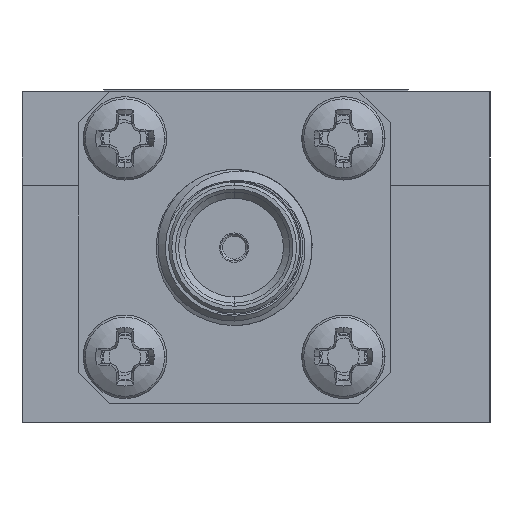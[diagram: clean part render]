
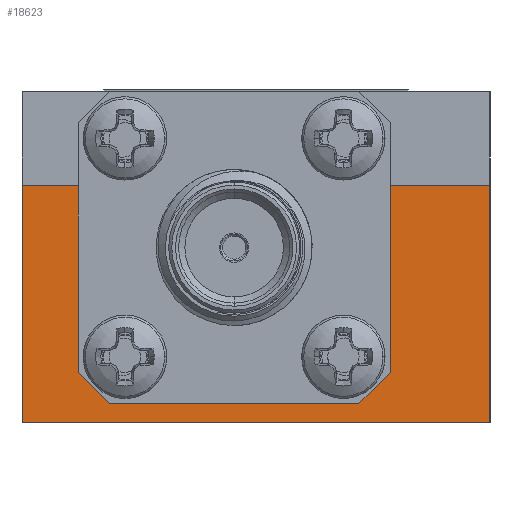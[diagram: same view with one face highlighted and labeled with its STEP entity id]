
A CAD part, left-side view. The second image highlights one B-rep face of the part: STEP entity #18623.
In plain terms, the highlighted planar face has unit normal (-1, 0, 0).
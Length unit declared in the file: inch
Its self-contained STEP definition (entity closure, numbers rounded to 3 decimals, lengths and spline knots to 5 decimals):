
#109 = LINE ( 'NONE', #16223, #20382 ) ;
#836 = CARTESIAN_POINT ( 'NONE',  ( -1.5, -0.165, -0.235 ) ) ;
#1025 = ORIENTED_EDGE ( 'NONE', *, *, #22918, .F. ) ;
#1066 = VECTOR ( 'NONE', #33218, 39.37008 ) ;
#1169 = CARTESIAN_POINT ( 'NONE',  ( -1.5, -0.215, 0.115 ) ) ;
#1537 = LINE ( 'NONE', #25421, #1066 ) ;
#2061 = CARTESIAN_POINT ( 'NONE',  ( -1.5, -0.375, -0.265 ) ) ;
#3377 = DIRECTION ( 'NONE',  ( -1., 0., 0. ) ) ;
#3435 = CARTESIAN_POINT ( 'NONE',  ( -1.5, 0.235, -0.235 ) ) ;
#3827 = CARTESIAN_POINT ( 'NONE',  ( -1.5, 0.375, 0.115 ) ) ;
#4074 = CARTESIAN_POINT ( 'NONE',  ( -1.5, -0.215, -0.185 ) ) ;
#4561 = EDGE_CURVE ( 'NONE', #10995, #11028, #15623, .T. ) ;
#4676 = LINE ( 'NONE', #2061, #25627 ) ;
#5187 = LINE ( 'NONE', #16429, #9377 ) ;
#5368 = EDGE_CURVE ( 'NONE', #8788, #11790, #109, .T. ) ;
#5540 = CARTESIAN_POINT ( 'NONE',  ( -1.5, -0.375, -0.265 ) ) ;
#5958 = ORIENTED_EDGE ( 'NONE', *, *, #4561, .T. ) ;
#6422 = VERTEX_POINT ( 'NONE', #32724 ) ;
#6541 = CARTESIAN_POINT ( 'NONE',  ( -1.5, 0.285, 0.115 ) ) ;
#6760 = EDGE_CURVE ( 'NONE', #33091, #10995, #9851, .T. ) ;
#7426 = VECTOR ( 'NONE', #30858, 39.37008 ) ;
#7640 = EDGE_CURVE ( 'NONE', #29426, #6422, #1537, .T. ) ;
#8001 = ORIENTED_EDGE ( 'NONE', *, *, #14721, .F. ) ;
#8046 = DIRECTION ( 'NONE',  ( 0., 0., 1. ) ) ;
#8562 = FACE_OUTER_BOUND ( 'NONE', #25771, .T. ) ;
#8788 = VERTEX_POINT ( 'NONE', #4074 ) ;
#9289 = CARTESIAN_POINT ( 'NONE',  ( -1.5, -0.375, 0.115 ) ) ;
#9343 = EDGE_CURVE ( 'NONE', #16370, #31194, #33401, .T. ) ;
#9377 = VECTOR ( 'NONE', #23695, 39.37008 ) ;
#9479 = LINE ( 'NONE', #33031, #22895 ) ;
#9493 = EDGE_CURVE ( 'NONE', #29426, #11790, #5187, .T. ) ;
#9551 = CARTESIAN_POINT ( 'NONE',  ( -1.5, -0.375, 0.115 ) ) ;
#9851 = LINE ( 'NONE', #33407, #11766 ) ;
#10030 = DIRECTION ( 'NONE',  ( 0., 0., 1. ) ) ;
#10995 = VERTEX_POINT ( 'NONE', #9289 ) ;
#11028 = VERTEX_POINT ( 'NONE', #1169 ) ;
#11676 = VECTOR ( 'NONE', #25434, 39.37008 ) ;
#11766 = VECTOR ( 'NONE', #10030, 39.37008 ) ;
#11790 = VERTEX_POINT ( 'NONE', #836 ) ;
#13385 = VERTEX_POINT ( 'NONE', #6541 ) ;
#14721 = EDGE_CURVE ( 'NONE', #13385, #6422, #9479, .T. ) ;
#15623 = LINE ( 'NONE', #20646, #7426 ) ;
#16223 = CARTESIAN_POINT ( 'NONE',  ( -1.5, -0.19, -0.21 ) ) ;
#16227 = DIRECTION ( 'NONE',  ( 0., -1., 0. ) ) ;
#16370 = VERTEX_POINT ( 'NONE', #23891 ) ;
#16429 = CARTESIAN_POINT ( 'NONE',  ( -1.5, -0.215, -0.235 ) ) ;
#16526 = CARTESIAN_POINT ( 'NONE',  ( -1.5, -0.375, -0.265 ) ) ;
#16748 = ORIENTED_EDGE ( 'NONE', *, *, #6760, .T. ) ;
#18181 = VECTOR ( 'NONE', #28260, 39.37008 ) ;
#18623 = ADVANCED_FACE ( 'NONE', ( #8562 ), #19121, .T. ) ;
#19121 = PLANE ( 'NONE',  #31516 ) ;
#19710 = DIRECTION ( 'NONE',  ( 0., 0., -1. ) ) ;
#20238 = CARTESIAN_POINT ( 'NONE',  ( -1.5, 0.375, -0.265 ) ) ;
#20382 = VECTOR ( 'NONE', #26928, 39.37008 ) ;
#20646 = CARTESIAN_POINT ( 'NONE',  ( -1.5, -0.375, 0.115 ) ) ;
#21138 = ORIENTED_EDGE ( 'NONE', *, *, #30641, .T. ) ;
#22198 = DIRECTION ( 'NONE',  ( 0., 1., 0. ) ) ;
#22819 = ORIENTED_EDGE ( 'NONE', *, *, #9493, .F. ) ;
#22895 = VECTOR ( 'NONE', #19710, 39.37008 ) ;
#22918 = EDGE_CURVE ( 'NONE', #8788, #11028, #33134, .T. ) ;
#23440 = VECTOR ( 'NONE', #22198, 39.37008 ) ;
#23695 = DIRECTION ( 'NONE',  ( 0., -1., 0. ) ) ;
#23891 = CARTESIAN_POINT ( 'NONE',  ( -1.5, 0.375, -0.265 ) ) ;
#25177 = CARTESIAN_POINT ( 'NONE',  ( -1.5, -0.215, -0.235 ) ) ;
#25421 = CARTESIAN_POINT ( 'NONE',  ( -1.5, 0.26, -0.21 ) ) ;
#25434 = DIRECTION ( 'NONE',  ( 0., 0., 1. ) ) ;
#25627 = VECTOR ( 'NONE', #16227, 39.37008 ) ;
#25771 = EDGE_LOOP ( 'NONE', ( #1025, #32115, #22819, #31709, #8001, #21138, #28433, #30862, #16748, #5958 ) ) ;
#26928 = DIRECTION ( 'NONE',  ( 0., 0.707, -0.707 ) ) ;
#28058 = LINE ( 'NONE', #9551, #23440 ) ;
#28260 = DIRECTION ( 'NONE',  ( 0., 0., 1. ) ) ;
#28433 = ORIENTED_EDGE ( 'NONE', *, *, #9343, .F. ) ;
#29426 = VERTEX_POINT ( 'NONE', #3435 ) ;
#30641 = EDGE_CURVE ( 'NONE', #13385, #31194, #28058, .T. ) ;
#30858 = DIRECTION ( 'NONE',  ( 0., 1., 0. ) ) ;
#30862 = ORIENTED_EDGE ( 'NONE', *, *, #32987, .T. ) ;
#31194 = VERTEX_POINT ( 'NONE', #3827 ) ;
#31516 = AXIS2_PLACEMENT_3D ( 'NONE', #16526, #3377, #8046 ) ;
#31709 = ORIENTED_EDGE ( 'NONE', *, *, #7640, .T. ) ;
#32115 = ORIENTED_EDGE ( 'NONE', *, *, #5368, .T. ) ;
#32724 = CARTESIAN_POINT ( 'NONE',  ( -1.5, 0.285, -0.185 ) ) ;
#32987 = EDGE_CURVE ( 'NONE', #16370, #33091, #4676, .T. ) ;
#33031 = CARTESIAN_POINT ( 'NONE',  ( -1.5, 0.285, -0.235 ) ) ;
#33091 = VERTEX_POINT ( 'NONE', #5540 ) ;
#33134 = LINE ( 'NONE', #25177, #18181 ) ;
#33218 = DIRECTION ( 'NONE',  ( 0., 0.707, 0.707 ) ) ;
#33401 = LINE ( 'NONE', #20238, #11676 ) ;
#33407 = CARTESIAN_POINT ( 'NONE',  ( -1.5, -0.375, -0.265 ) ) ;
